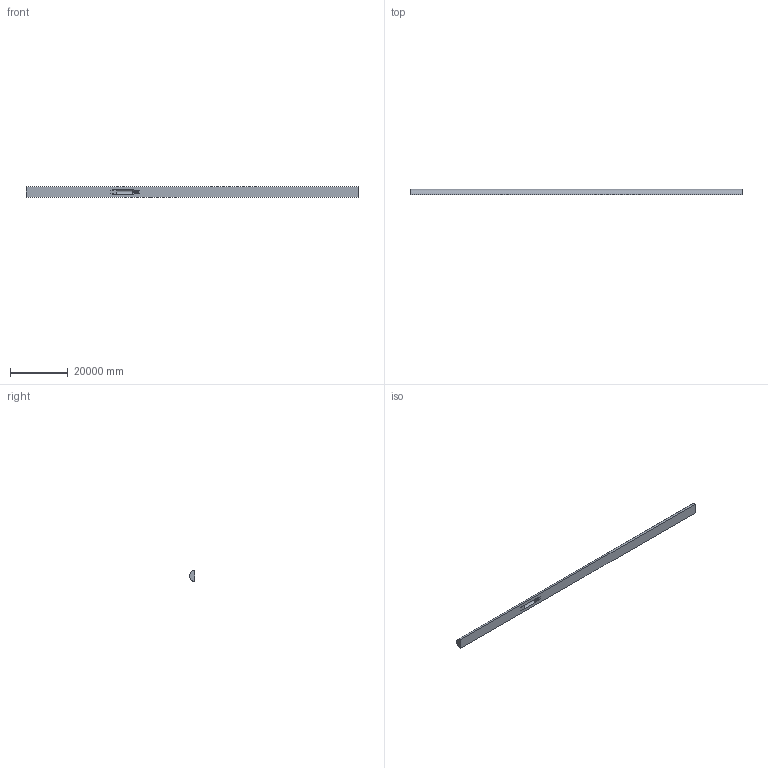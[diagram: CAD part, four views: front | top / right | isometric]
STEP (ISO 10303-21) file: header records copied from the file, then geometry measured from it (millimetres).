
FILE_DESCRIPTION (( 'STEP AP214' ), '1' );
FILE_NAME ('Hyperloop.STEP', '2016-02-18T16:49:46', ( 'cheath1' ), ( '' ), 'SwSTEP 2.0', 'SolidWorks 2014', '' );
FILE_SCHEMA (( 'AUTOMOTIVE_DESIGN' ));
Length unit declared in the file: metre
Products named in the file (1): Hyperloop
Bounding box: 115000 x 1857.5 x 3715 mm (x, y, z)
Volume: 617267852585.6 mm3; surface area: 1128879911.8 mm2
Topology: 1 solids, 1 shells, 12 faces, 27 edges, 18 vertices
Faces by surface type: cone 5, plane 5, cylinder 2
Entity records: 374 total; most frequent: DIRECTION 62, CARTESIAN_POINT 58, ORIENTED_EDGE 54, EDGE_CURVE 27, AXIS2_PLACEMENT_3D 22, LINE 18, VERTEX_POINT 18, VECTOR 18
